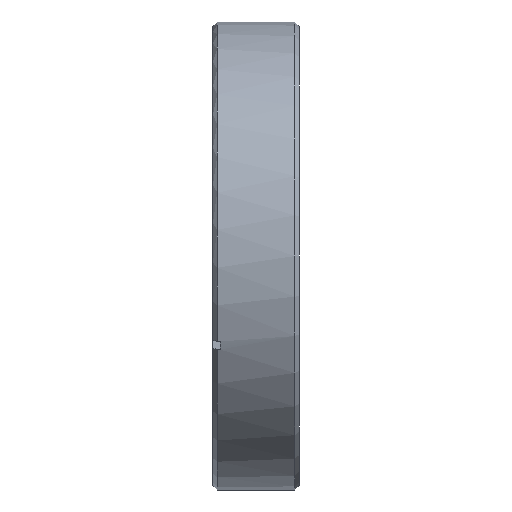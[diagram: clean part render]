
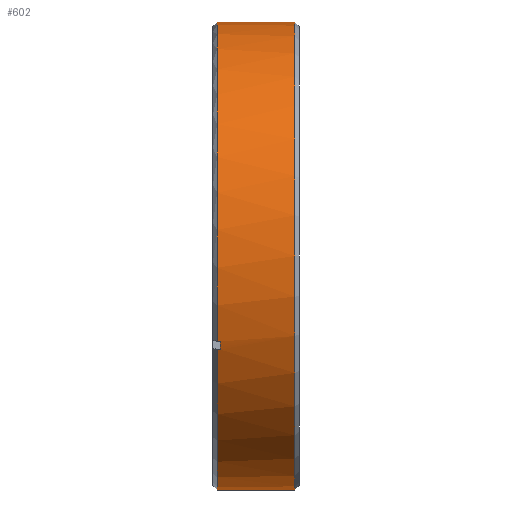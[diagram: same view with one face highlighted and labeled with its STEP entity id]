
A CAD part, front view. The second image highlights one B-rep face of the part: STEP entity #602.
In plain terms, the highlighted cylindrical face has radius 42.799 mm (diameter 85.598 mm), a partial arc.
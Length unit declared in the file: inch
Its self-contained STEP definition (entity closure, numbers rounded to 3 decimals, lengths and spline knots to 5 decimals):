
#75 = DIRECTION ( 'NONE',  ( 0., 0., 1. ) ) ;
#77 = CARTESIAN_POINT ( 'NONE',  ( 0., 0., -1.685 ) ) ;
#112 = CARTESIAN_POINT ( 'NONE',  ( 0.03, 0., -1.685 ) ) ;
#123 = DIRECTION ( 'NONE',  ( -1., 0., 0. ) ) ;
#138 = LINE ( 'NONE', #1836, #578 ) ;
#152 = CIRCLE ( 'NONE', #1002, 1.685 ) ;
#218 = VERTEX_POINT ( 'NONE', #112 ) ;
#219 = AXIS2_PLACEMENT_3D ( 'NONE', #1303, #1157, #75 ) ;
#223 = EDGE_CURVE ( 'NONE', #1034, #511, #1545, .T. ) ;
#278 = CYLINDRICAL_SURFACE ( 'NONE', #1737, 1.685 ) ;
#311 = VECTOR ( 'NONE', #1717, 39.37008 ) ;
#323 = LINE ( 'NONE', #498, #1386 ) ;
#445 = VERTEX_POINT ( 'NONE', #1494 ) ;
#458 = ORIENTED_EDGE ( 'NONE', *, *, #1930, .F. ) ;
#467 = DIRECTION ( 'NONE',  ( 0., 0., -1. ) ) ;
#493 = ORIENTED_EDGE ( 'NONE', *, *, #534, .T. ) ;
#498 = CARTESIAN_POINT ( 'NONE',  ( 0.052, -1.56834, -0.61607 ) ) ;
#511 = VERTEX_POINT ( 'NONE', #849 ) ;
#532 = VERTEX_POINT ( 'NONE', #921 ) ;
#534 = EDGE_CURVE ( 'NONE', #1034, #532, #138, .T. ) ;
#578 = VECTOR ( 'NONE', #626, 39.37008 ) ;
#602 = ADVANCED_FACE ( 'NONE', ( #1667 ), #278, .T. ) ;
#621 = VERTEX_POINT ( 'NONE', #1885 ) ;
#624 = CARTESIAN_POINT ( 'NONE',  ( 0., 0., 1.685 ) ) ;
#626 = DIRECTION ( 'NONE',  ( -1., 0., 0. ) ) ;
#703 = DIRECTION ( 'NONE',  ( -1., 0., 0. ) ) ;
#706 = ORIENTED_EDGE ( 'NONE', *, *, #1069, .T. ) ;
#741 = ORIENTED_EDGE ( 'NONE', *, *, #1940, .T. ) ;
#786 = VECTOR ( 'NONE', #703, 39.37008 ) ;
#798 = EDGE_LOOP ( 'NONE', ( #1776, #741, #706, #1284, #458, #844, #493, #2030 ) ) ;
#806 = AXIS2_PLACEMENT_3D ( 'NONE', #2011, #1716, #467 ) ;
#844 = ORIENTED_EDGE ( 'NONE', *, *, #223, .F. ) ;
#849 = CARTESIAN_POINT ( 'NONE',  ( 0.052, -1.56834, -0.61607 ) ) ;
#912 = CARTESIAN_POINT ( 'NONE',  ( 0., 0., 0. ) ) ;
#921 = CARTESIAN_POINT ( 'NONE',  ( 0.03, -1.54461, -0.67335 ) ) ;
#1002 = AXIS2_PLACEMENT_3D ( 'NONE', #1557, #1232, #1376 ) ;
#1031 = CARTESIAN_POINT ( 'NONE',  ( 0.03, -1.56834, -0.61607 ) ) ;
#1034 = VERTEX_POINT ( 'NONE', #1280 ) ;
#1069 = EDGE_CURVE ( 'NONE', #621, #445, #2027, .T. ) ;
#1085 = DIRECTION ( 'NONE',  ( -1., 0., 0. ) ) ;
#1106 = DIRECTION ( 'NONE',  ( 1., 0., 0. ) ) ;
#1129 = DIRECTION ( 'NONE',  ( 0., 0., 1. ) ) ;
#1143 = CARTESIAN_POINT ( 'NONE',  ( 0.03, 0., 0. ) ) ;
#1157 = DIRECTION ( 'NONE',  ( -1., 0., 0. ) ) ;
#1232 = DIRECTION ( 'NONE',  ( -1., 0., 0. ) ) ;
#1280 = CARTESIAN_POINT ( 'NONE',  ( 0.052, -1.54461, -0.67335 ) ) ;
#1284 = ORIENTED_EDGE ( 'NONE', *, *, #1353, .T. ) ;
#1291 = VERTEX_POINT ( 'NONE', #1742 ) ;
#1303 = CARTESIAN_POINT ( 'NONE',  ( 0.052, 0., 0. ) ) ;
#1308 = LINE ( 'NONE', #77, #786 ) ;
#1353 = EDGE_CURVE ( 'NONE', #445, #1522, #1356, .T. ) ;
#1356 = CIRCLE ( 'NONE', #1415, 1.685 ) ;
#1359 = CIRCLE ( 'NONE', #806, 1.685 ) ;
#1376 = DIRECTION ( 'NONE',  ( 0., 0., 1. ) ) ;
#1386 = VECTOR ( 'NONE', #1085, 39.37008 ) ;
#1415 = AXIS2_PLACEMENT_3D ( 'NONE', #1143, #1106, #1599 ) ;
#1494 = CARTESIAN_POINT ( 'NONE',  ( 0.03, 0., 1.685 ) ) ;
#1522 = VERTEX_POINT ( 'NONE', #1031 ) ;
#1545 = CIRCLE ( 'NONE', #219, 1.685 ) ;
#1557 = CARTESIAN_POINT ( 'NONE',  ( 0.59, 0., 0. ) ) ;
#1599 = DIRECTION ( 'NONE',  ( 0., 0., -1. ) ) ;
#1667 = FACE_OUTER_BOUND ( 'NONE', #798, .T. ) ;
#1716 = DIRECTION ( 'NONE',  ( 1., 0., 0. ) ) ;
#1717 = DIRECTION ( 'NONE',  ( -1., 0., 0. ) ) ;
#1737 = AXIS2_PLACEMENT_3D ( 'NONE', #912, #123, #1129 ) ;
#1742 = CARTESIAN_POINT ( 'NONE',  ( 0.59, 0., -1.685 ) ) ;
#1776 = ORIENTED_EDGE ( 'NONE', *, *, #1783, .F. ) ;
#1783 = EDGE_CURVE ( 'NONE', #1291, #218, #1308, .T. ) ;
#1836 = CARTESIAN_POINT ( 'NONE',  ( 0.052, -1.54461, -0.67335 ) ) ;
#1877 = EDGE_CURVE ( 'NONE', #532, #218, #1359, .T. ) ;
#1885 = CARTESIAN_POINT ( 'NONE',  ( 0.59, 0., 1.685 ) ) ;
#1930 = EDGE_CURVE ( 'NONE', #511, #1522, #323, .T. ) ;
#1940 = EDGE_CURVE ( 'NONE', #1291, #621, #152, .T. ) ;
#2011 = CARTESIAN_POINT ( 'NONE',  ( 0.03, 0., 0. ) ) ;
#2027 = LINE ( 'NONE', #624, #311 ) ;
#2030 = ORIENTED_EDGE ( 'NONE', *, *, #1877, .T. ) ;
